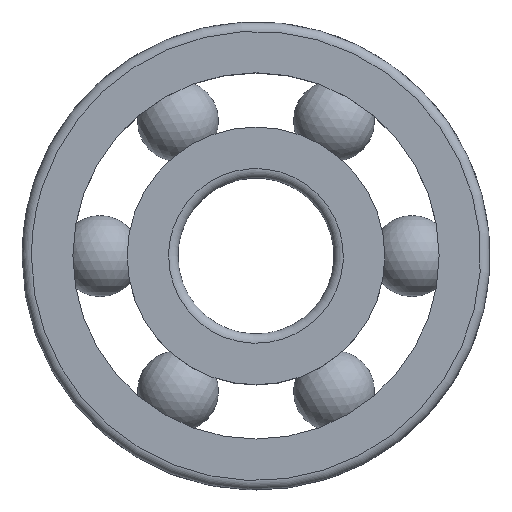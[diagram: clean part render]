
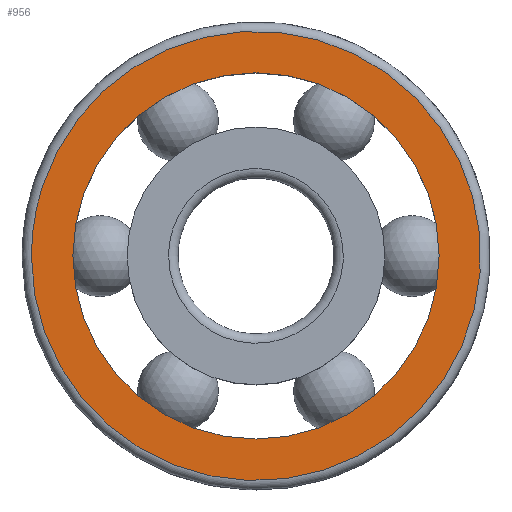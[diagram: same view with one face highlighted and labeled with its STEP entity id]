
A CAD part, top view. The second image highlights one B-rep face of the part: STEP entity #956.
In plain terms, the highlighted face is planar.
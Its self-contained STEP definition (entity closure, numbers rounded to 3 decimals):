
#889=CARTESIAN_POINT('',(0.,14.4,0.));
#890=VERTEX_POINT('',#889);
#891=CARTESIAN_POINT('',(0.,13.695,4.45));
#892=VERTEX_POINT('',#891);
#893=CARTESIAN_POINT('',(0.,0.,0.));
#894=DIRECTION('',(0.,1.,0.));
#895=DIRECTION('',(1.,0.,0.));
#896=AXIS2_PLACEMENT_3D('',#893,#895,#894);
#897=CIRCLE('',#896,14.4);
#898=EDGE_CURVE('',#890,#892,#897,.T.);
#926=CARTESIAN_POINT('',(0.,0.,0.));
#927=DIRECTION('',(0.,0.951,0.309));
#928=DIRECTION('',(1.,0.,0.));
#929=AXIS2_PLACEMENT_3D('',#926,#928,#927);
#930=CIRCLE('',#929,14.4);
#931=EDGE_CURVE('',#892,#890,#930,.T.);
#936=CARTESIAN_POINT('',(0.,0.,0.));
#937=DIRECTION('',(0.,0.,1.));
#938=DIRECTION('',(-1.,0.,0.));
#939=AXIS2_PLACEMENT_3D('',#936,#938,#937);
#940=PLANE('',#939);
#941=ORIENTED_EDGE('',*,*,#931,.F.);
#942=ORIENTED_EDGE('',*,*,#898,.F.);
#943=EDGE_LOOP('',(#941,#942));
#944=FACE_OUTER_BOUND('',#943,.T.);
#945=CARTESIAN_POINT('',(0.,11.74,0.));
#946=VERTEX_POINT('',#945);
#947=CARTESIAN_POINT('',(0.,0.,0.));
#948=DIRECTION('',(-0.,1.,-0.));
#949=DIRECTION('',(1.,0.,-0.));
#950=AXIS2_PLACEMENT_3D('',#947,#949,#948);
#951=CIRCLE('',#950,11.74);
#952=EDGE_CURVE('',#946,#946,#951,.T.);
#953=ORIENTED_EDGE('E81',*,*,#952,.T.);
#954=EDGE_LOOP('',(#953));
#955=FACE_BOUND('',#954,.T.);
#956=ADVANCED_FACE('F29',(#944,#955),#940,.T.);
